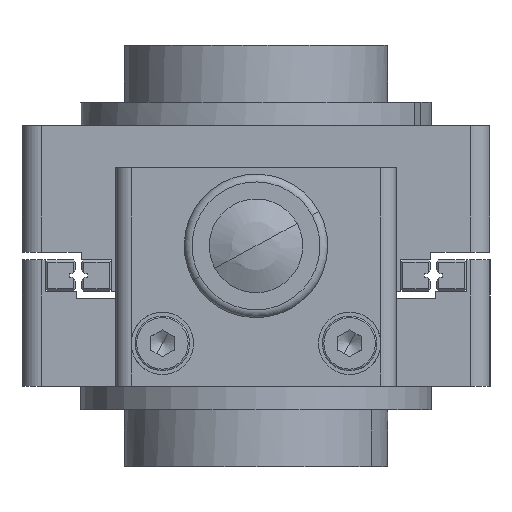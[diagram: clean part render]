
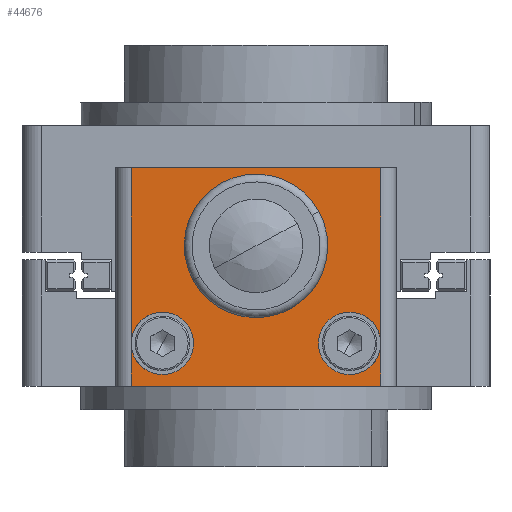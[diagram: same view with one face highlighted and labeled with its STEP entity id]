
A CAD part, left-side view. The second image highlights one B-rep face of the part: STEP entity #44676.
In plain terms, the highlighted planar face has unit normal (-1, 0, 0).
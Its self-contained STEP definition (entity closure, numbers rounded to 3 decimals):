
#16343=CARTESIAN_POINT('Vertex',(-36.,-16.,0.)) ;
#16346=CARTESIAN_POINT('Line Origine',(-36.,0.,0.)) ;
#16350=CARTESIAN_POINT('Vertex',(-36.,16.,0.)) ;
#43897=CARTESIAN_POINT('Axis2P3D Location',(-36.,12.,5.5)) ;
#43901=CARTESIAN_POINT('Vertex',(-36.,16.,5.5)) ;
#43903=CARTESIAN_POINT('Vertex',(-36.,10.082,9.01)) ;
#43906=CARTESIAN_POINT('Axis2P3D Location',(-36.,12.,5.5)) ;
#43910=CARTESIAN_POINT('Vertex',(-36.,13.918,1.99)) ;
#43940=CARTESIAN_POINT('Axis2P3D Location',(-36.,12.,5.5)) ;
#43962=CARTESIAN_POINT('Axis2P3D Location',(-36.,-12.,5.5)) ;
#43966=CARTESIAN_POINT('Vertex',(-36.,-10.082,1.99)) ;
#43968=CARTESIAN_POINT('Vertex',(-36.,-13.918,9.01)) ;
#43997=CARTESIAN_POINT('Axis2P3D Location',(-36.,-12.,5.5)) ;
#44001=CARTESIAN_POINT('Vertex',(-36.,-16.,5.5)) ;
#44004=CARTESIAN_POINT('Axis2P3D Location',(-36.,-12.,5.5)) ;
#44220=CARTESIAN_POINT('Vertex',(-36.,3.835,10.979)) ;
#44223=CARTESIAN_POINT('Axis2P3D Location',(-36.,0.,18.)) ;
#44227=CARTESIAN_POINT('Vertex',(-36.,-3.835,25.021)) ;
#44364=CARTESIAN_POINT('Axis2P3D Location',(-36.,0.,18.)) ;
#44579=CARTESIAN_POINT('Vertex',(-36.,16.,28.)) ;
#44582=CARTESIAN_POINT('Line Origine',(-36.,16.,14.)) ;
#44587=CARTESIAN_POINT('Line Origine',(-36.,16.,14.)) ;
#44632=CARTESIAN_POINT('Axis2P3D Location',(-36.,-18.,28.)) ;
#44637=CARTESIAN_POINT('Line Origine',(-36.,-16.,2.75)) ;
#44642=CARTESIAN_POINT('Line Origine',(-36.,-16.,16.75)) ;
#44646=CARTESIAN_POINT('Vertex',(-36.,-16.,28.)) ;
#44649=CARTESIAN_POINT('Line Origine',(-36.,0.,28.)) ;
#16347=DIRECTION('Vector Direction',(0.,1.,0.)) ;
#43898=DIRECTION('Axis2P3D Direction',(1.,-0.,0.)) ;
#43907=DIRECTION('Axis2P3D Direction',(1.,-0.,0.)) ;
#43941=DIRECTION('Axis2P3D Direction',(1.,-0.,0.)) ;
#43963=DIRECTION('Axis2P3D Direction',(1.,-0.,0.)) ;
#43998=DIRECTION('Axis2P3D Direction',(1.,-0.,0.)) ;
#44005=DIRECTION('Axis2P3D Direction',(1.,-0.,0.)) ;
#44224=DIRECTION('Axis2P3D Direction',(1.,-0.,0.)) ;
#44365=DIRECTION('Axis2P3D Direction',(1.,-0.,0.)) ;
#44583=DIRECTION('Vector Direction',(0.,0.,-1.)) ;
#44588=DIRECTION('Vector Direction',(0.,0.,-1.)) ;
#44633=DIRECTION('Axis2P3D Direction',(1.,-0.,0.)) ;
#44634=DIRECTION('Axis2P3D XDirection',(0.,0.,-1.)) ;
#44638=DIRECTION('Vector Direction',(0.,0.,-1.)) ;
#44643=DIRECTION('Vector Direction',(0.,0.,-1.)) ;
#44650=DIRECTION('Vector Direction',(0.,1.,0.)) ;
#43899=AXIS2_PLACEMENT_3D('Circle Axis2P3D',#43897,#43898,$) ;
#43908=AXIS2_PLACEMENT_3D('Circle Axis2P3D',#43906,#43907,$) ;
#43942=AXIS2_PLACEMENT_3D('Circle Axis2P3D',#43940,#43941,$) ;
#43964=AXIS2_PLACEMENT_3D('Circle Axis2P3D',#43962,#43963,$) ;
#43999=AXIS2_PLACEMENT_3D('Circle Axis2P3D',#43997,#43998,$) ;
#44006=AXIS2_PLACEMENT_3D('Circle Axis2P3D',#44004,#44005,$) ;
#44225=AXIS2_PLACEMENT_3D('Circle Axis2P3D',#44223,#44224,$) ;
#44366=AXIS2_PLACEMENT_3D('Circle Axis2P3D',#44364,#44365,$) ;
#44635=AXIS2_PLACEMENT_3D('Plane Axis2P3D',#44632,#44633,#44634) ;
#44655=ORIENTED_EDGE('',*,*,#44641,.T.) ;
#44656=ORIENTED_EDGE('',*,*,#44648,.T.) ;
#44657=ORIENTED_EDGE('',*,*,#44653,.T.) ;
#44658=ORIENTED_EDGE('',*,*,#44591,.F.) ;
#44659=ORIENTED_EDGE('',*,*,#44586,.F.) ;
#44660=ORIENTED_EDGE('',*,*,#16352,.F.) ;
#44663=ORIENTED_EDGE('',*,*,#43905,.T.) ;
#44664=ORIENTED_EDGE('',*,*,#43944,.T.) ;
#44665=ORIENTED_EDGE('',*,*,#43912,.T.) ;
#44668=ORIENTED_EDGE('',*,*,#44003,.T.) ;
#44669=ORIENTED_EDGE('',*,*,#43970,.T.) ;
#44670=ORIENTED_EDGE('',*,*,#44008,.T.) ;
#44673=ORIENTED_EDGE('',*,*,#44229,.T.) ;
#44674=ORIENTED_EDGE('',*,*,#44368,.T.) ;
#44666=FACE_BOUND('',#44662,.T.) ;
#44671=FACE_BOUND('',#44667,.T.) ;
#44675=FACE_BOUND('',#44672,.T.) ;
#16348=VECTOR('Line Direction',#16347,1.) ;
#44584=VECTOR('Line Direction',#44583,1.) ;
#44589=VECTOR('Line Direction',#44588,1.) ;
#44639=VECTOR('Line Direction',#44638,1.) ;
#44644=VECTOR('Line Direction',#44643,1.) ;
#44651=VECTOR('Line Direction',#44650,1.) ;
#44676=ADVANCED_FACE('Hauptk\X2\00F6\X0\rper',(#44661,#44666,#44671,#44675),#44636,.F.) ;
#43900=CIRCLE('generated circle',#43899,4.) ;
#43909=CIRCLE('generated circle',#43908,4.) ;
#43943=CIRCLE('generated circle',#43942,4.) ;
#43965=CIRCLE('generated circle',#43964,4.) ;
#44000=CIRCLE('generated circle',#43999,4.) ;
#44007=CIRCLE('generated circle',#44006,4.) ;
#44226=CIRCLE('generated circle',#44225,8.) ;
#44367=CIRCLE('generated circle',#44366,8.) ;
#16352=EDGE_CURVE('',#16344,#16351,#16349,.T.) ;
#43905=EDGE_CURVE('',#43902,#43904,#43900,.T.) ;
#43912=EDGE_CURVE('',#43911,#43902,#43909,.T.) ;
#43944=EDGE_CURVE('',#43904,#43911,#43943,.T.) ;
#43970=EDGE_CURVE('',#43967,#43969,#43965,.T.) ;
#44003=EDGE_CURVE('',#44002,#43967,#44000,.T.) ;
#44008=EDGE_CURVE('',#43969,#44002,#44007,.T.) ;
#44229=EDGE_CURVE('',#44228,#44221,#44226,.T.) ;
#44368=EDGE_CURVE('',#44221,#44228,#44367,.T.) ;
#44586=EDGE_CURVE('',#16351,#43902,#44585,.F.) ;
#44591=EDGE_CURVE('',#43902,#44580,#44590,.F.) ;
#44641=EDGE_CURVE('',#16344,#44002,#44640,.F.) ;
#44648=EDGE_CURVE('',#44002,#44647,#44645,.F.) ;
#44653=EDGE_CURVE('',#44647,#44580,#44652,.T.) ;
#44654=EDGE_LOOP('',(#44655,#44656,#44657,#44658,#44659,#44660)) ;
#44662=EDGE_LOOP('',(#44663,#44664,#44665)) ;
#44667=EDGE_LOOP('',(#44668,#44669,#44670)) ;
#44672=EDGE_LOOP('',(#44673,#44674)) ;
#44661=FACE_OUTER_BOUND('',#44654,.T.) ;
#16349=LINE('Line',#16346,#16348) ;
#44585=LINE('Line',#44582,#44584) ;
#44590=LINE('Line',#44587,#44589) ;
#44640=LINE('Line',#44637,#44639) ;
#44645=LINE('Line',#44642,#44644) ;
#44652=LINE('Line',#44649,#44651) ;
#44636=PLANE('',#44635) ;
#16344=VERTEX_POINT('',#16343) ;
#16351=VERTEX_POINT('',#16350) ;
#43902=VERTEX_POINT('',#43901) ;
#43904=VERTEX_POINT('',#43903) ;
#43911=VERTEX_POINT('',#43910) ;
#43967=VERTEX_POINT('',#43966) ;
#43969=VERTEX_POINT('',#43968) ;
#44002=VERTEX_POINT('',#44001) ;
#44221=VERTEX_POINT('',#44220) ;
#44228=VERTEX_POINT('',#44227) ;
#44580=VERTEX_POINT('',#44579) ;
#44647=VERTEX_POINT('',#44646) ;
